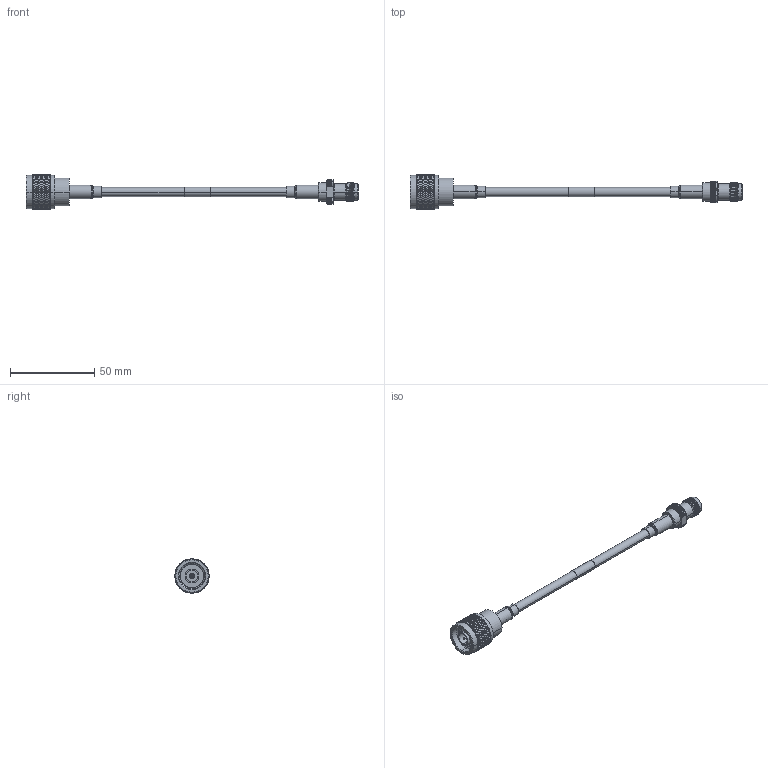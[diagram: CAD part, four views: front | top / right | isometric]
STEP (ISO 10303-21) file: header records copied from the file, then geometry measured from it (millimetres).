
FILE_DESCRIPTION (( 'STEP AP203' ), '1' );
FILE_NAME ('FMCA2772.STEP', '2022-03-09T20:19:45', ( '' ), ( '' ), 'SwSTEP 2.0', 'SolidWorks 2021', '' );
FILE_SCHEMA (( 'CONFIG_CONTROL_DESIGN' ));
Length unit declared in the file: millimetre
Products named in the file (5): FMCN1752_WITH FERRULE; SC9107; CA-240-MA1_.75" Long; RG223_with label; FMCA2772
Assembly tree (5 placements, depth 2):
  FMCA2772
    RG223_with label
    CA-240-MA1_.75" Long  x2
    SC9107
    FMCN1752_WITH FERRULE
Bounding box: 197.13 x 20.32 x 20.32 mm (x, y, z)
Volume: 11169.3 mm3; surface area: 11273.5 mm2
Topology: 7 solids, 7 shells, 2706 faces, 5792 edges, 3119 vertices
Faces by surface type: bspline 1798, cylinder 592, plane 155, cone 141, torus 20
Entity records: 102378 total; most frequent: CARTESIAN_POINT 64430, ORIENTED_EDGE 11496, EDGE_CURVE 5748, DIRECTION 3203, VERTEX_POINT 3095, EDGE_LOOP 2709, FACE_OUTER_BOUND 2684, ADVANCED_FACE 2684
